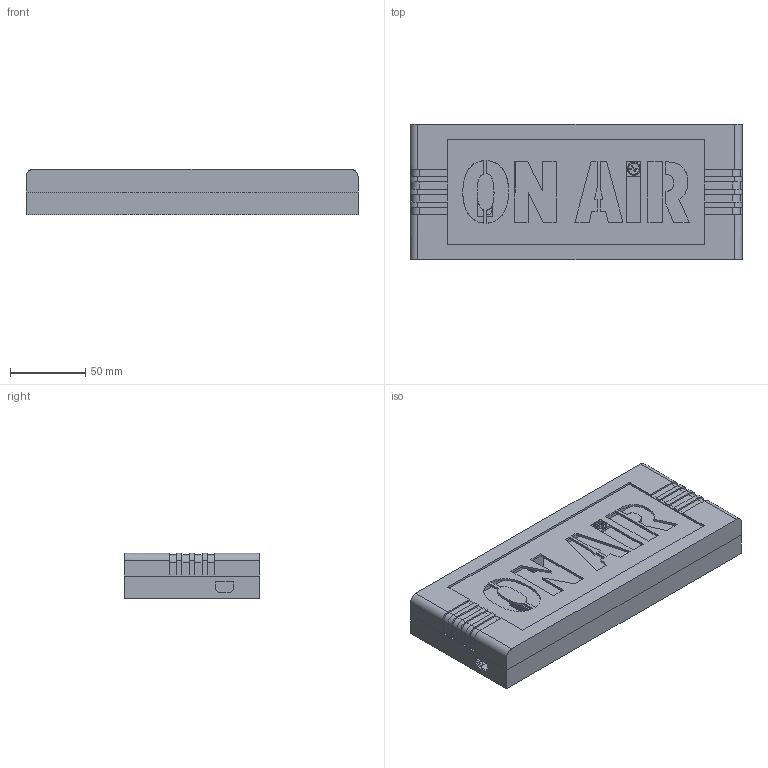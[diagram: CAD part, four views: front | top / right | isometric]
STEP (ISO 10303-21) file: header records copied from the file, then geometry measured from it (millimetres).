
FILE_DESCRIPTION(('FreeCAD Model'),'2;1');
FILE_NAME('OnAirSTEP.step', '2020-11-23T11:42:45',('Author'),(''), 'Open CASCADE STEP processor 7.3','FreeCAD','Unknown');
FILE_SCHEMA(('AUTOMOTIVE_DESIGN { 1 0 10303 214 1 1 1 1 }'));
Length unit declared in the file: millimetre
Products named in the file (3): Top; OnAir; Base001
Bounding box: 220 x 90 x 30 mm (x, y, z)
Volume: 91739.3 mm3; surface area: 118000 mm2
Topology: 3 solids, 3 shells, 382 faces, 1074 edges, 722 vertices
Faces by surface type: bspline 360, plane 22
Entity records: 30018 total; most frequent: CARTESIAN_POINT 12632, ORIENTED_EDGE 2148, PCURVE 2148, DEFINITIONAL_REPRESENTATION 2148, DIRECTION 1660, LINE 1614, VECTOR 1614, B_SPLINE_CURVE_WITH_KNOTS 1494
